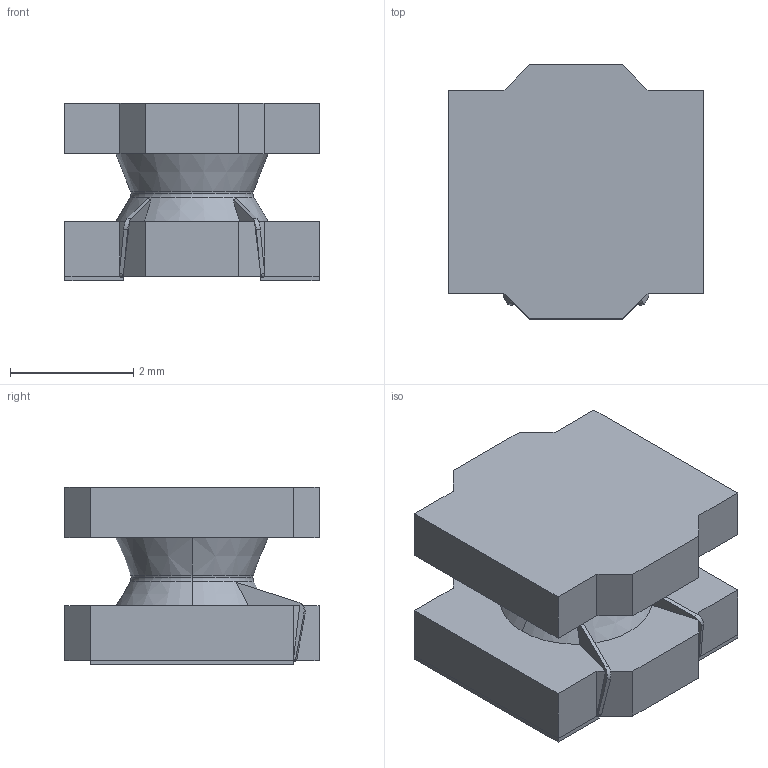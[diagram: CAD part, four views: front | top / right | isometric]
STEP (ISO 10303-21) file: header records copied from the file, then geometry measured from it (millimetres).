
FILE_DESCRIPTION (( 'STEP AP214' ), '1' );
FILE_NAME ('L_FNR4030S2R2MT.STEP', '2023-11-03T16:54:10', ( '' ), ( '' ), 'SwSTEP 2.0', 'SolidWorks 2022', '' );
FILE_SCHEMA (( 'AUTOMOTIVE_DESIGN' ));
Length unit declared in the file: millimetre
Products named in the file (1): L_FNR4030S2R2MT
Bounding box: 4.12 x 4.12 x 2.89 mm (x, y, z)
Volume: 30.8 mm3; surface area: 88.3 mm2
Topology: 1 solids, 1 shells, 67 faces, 178 edges, 114 vertices
Faces by surface type: plane 55, torus 4, cone 4, cylinder 4
Entity records: 2793 total; most frequent: CARTESIAN_POINT 410, ORIENTED_EDGE 356, DIRECTION 324, EDGE_CURVE 178, VECTOR 132, LINE 132, VERTEX_POINT 114, AXIS2_PLACEMENT_3D 96
